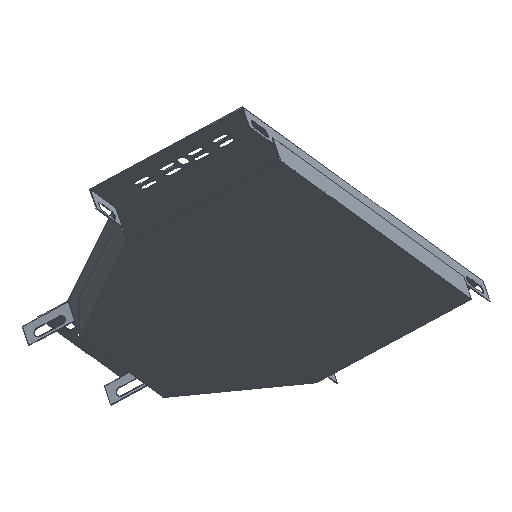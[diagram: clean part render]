
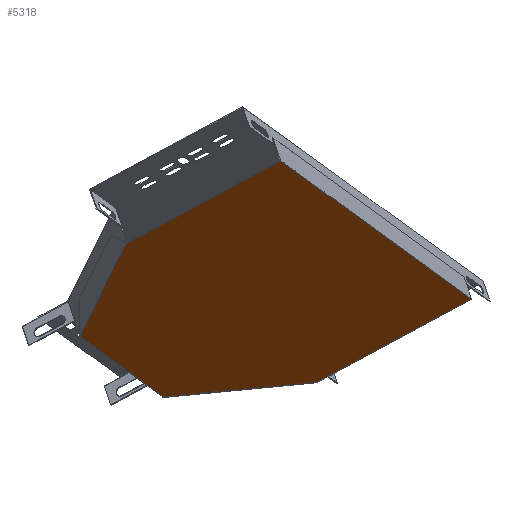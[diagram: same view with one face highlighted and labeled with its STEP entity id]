
A CAD part, front view. The second image highlights one B-rep face of the part: STEP entity #5318.
In plain terms, the highlighted planar face has unit normal (0.283, -0.485, -0.827).
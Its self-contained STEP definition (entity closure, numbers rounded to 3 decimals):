
#10 = CARTESIAN_POINT ( 'NONE',  ( 194.739, 291.768, 65.009 ) ) ;
#105 = EDGE_CURVE ( 'NONE', #5593, #4899, #4454, .T. ) ;
#204 = EDGE_CURVE ( 'NONE', #3337, #5122, #4223, .T. ) ;
#210 = DIRECTION ( 'NONE',  ( 0.919, 0.385, 0.088 ) ) ;
#257 = CARTESIAN_POINT ( 'NONE',  ( -93.364, 44.219, 111.763 ) ) ;
#405 = DIRECTION ( 'NONE',  ( -0.455, -0.827, 0.33 ) ) ;
#616 = EDGE_CURVE ( 'NONE', #5920, #5542, #3642, .T. ) ;
#657 = DIRECTION ( 'NONE',  ( 0.455, 0.827, -0.33 ) ) ;
#658 = EDGE_CURVE ( 'NONE', #2512, #5542, #3566, .T. ) ;
#668 = EDGE_CURVE ( 'NONE', #2512, #3656, #3536, .T. ) ;
#681 = EDGE_CURVE ( 'NONE', #3656, #5593, #3511, .T. ) ;
#712 = EDGE_CURVE ( 'NONE', #3337, #4899, #3503, .T. ) ;
#755 = CARTESIAN_POINT ( 'NONE',  ( 34.701, 0.633, 181.128 ) ) ;
#756 = EDGE_CURVE ( 'NONE', #6436, #5122, #3407, .T. ) ;
#800 = EDGE_CURVE ( 'NONE', #6583, #6436, #3356, .T. ) ;
#852 = CARTESIAN_POINT ( 'NONE',  ( 66.546, 335.12, -4.263 ) ) ;
#860 = EDGE_CURVE ( 'NONE', #6583, #5920, #3267, .T. ) ;
#866 = DIRECTION ( 'NONE',  ( 0.276, -0.785, 0.555 ) ) ;
#929 = CARTESIAN_POINT ( 'NONE',  ( -161.178, 239.163, -25.819 ) ) ;
#1045 = DIRECTION ( 'NONE',  ( 0.919, 0.385, 0.088 ) ) ;
#1049 = CARTESIAN_POINT ( 'NONE',  ( -63.214, 280.21, -16.41 ) ) ;
#1139 = ORIENTED_EDGE ( 'NONE', *, *, #668, .T. ) ;
#1158 = CARTESIAN_POINT ( 'NONE',  ( -64.64, 280.874, -17.286 ) ) ;
#1159 = DIRECTION ( 'NONE',  ( 0.276, -0.785, 0.555 ) ) ;
#1166 = CARTESIAN_POINT ( 'NONE',  ( -63.38, 280.681, -16.743 ) ) ;
#1320 = CARTESIAN_POINT ( 'NONE',  ( -92.813, 44.45, 111.816 ) ) ;
#1472 = CARTESIAN_POINT ( 'NONE',  ( -131.79, 155.461, 33.347 ) ) ;
#1494 = DIRECTION ( 'NONE',  ( 0.455, 0.827, -0.33 ) ) ;
#1734 = ORIENTED_EDGE ( 'NONE', *, *, #681, .T. ) ;
#1869 = EDGE_LOOP ( 'NONE', ( #5305, #6576, #1139, #1734, #2718, #2849, #2967, #4823, #5245, #5658 ) ) ;
#1928 = CARTESIAN_POINT ( 'NONE',  ( -131.79, 155.461, 33.347 ) ) ;
#2028 = PLANE ( 'NONE',  #6100 ) ;
#2512 = VERTEX_POINT ( 'NONE', #5021 ) ;
#2718 = ORIENTED_EDGE ( 'NONE', *, *, #105, .T. ) ;
#2849 = ORIENTED_EDGE ( 'NONE', *, *, #712, .F. ) ;
#2875 = CARTESIAN_POINT ( 'NONE',  ( -94.099, 43.911, 111.692 ) ) ;
#2967 = ORIENTED_EDGE ( 'NONE', *, *, #204, .T. ) ;
#3261 = VECTOR ( 'NONE', #5748, 1000. ) ;
#3267 = LINE ( 'NONE', #5762, #3261 ) ;
#3331 = VECTOR ( 'NONE', #6531, 1000. ) ;
#3337 = VERTEX_POINT ( 'NONE', #3518 ) ;
#3356 = LINE ( 'NONE', #6526, #3331 ) ;
#3389 = VECTOR ( 'NONE', #210, 1000. ) ;
#3407 = LINE ( 'NONE', #257, #3389 ) ;
#3469 = VECTOR ( 'NONE', #657, 1000. ) ;
#3503 = LINE ( 'NONE', #755, #3469 ) ;
#3511 = LINE ( 'NONE', #852, #3561 ) ;
#3518 = CARTESIAN_POINT ( 'NONE',  ( 35.216, 1.569, 180.755 ) ) ;
#3530 = VECTOR ( 'NONE', #1045, 1000. ) ;
#3536 = LINE ( 'NONE', #1158, #3530 ) ;
#3548 = VECTOR ( 'NONE', #1159, 1000. ) ;
#3561 = VECTOR ( 'NONE', #866, 1000. ) ;
#3566 = LINE ( 'NONE', #1166, #3548 ) ;
#3607 = DIRECTION ( 'NONE',  ( -0.283, 0.485, 0.827 ) ) ;
#3621 = VECTOR ( 'NONE', #1494, 1000. ) ;
#3642 = LINE ( 'NONE', #1472, #3621 ) ;
#3656 = VERTEX_POINT ( 'NONE', #5391 ) ;
#4097 = FACE_OUTER_BOUND ( 'NONE', #1869, .T. ) ;
#4221 = VECTOR ( 'NONE', #4975, 1000. ) ;
#4223 = LINE ( 'NONE', #5098, #4221 ) ;
#4384 = VECTOR ( 'NONE', #5729, 1000. ) ;
#4454 = LINE ( 'NONE', #5753, #4384 ) ;
#4823 = ORIENTED_EDGE ( 'NONE', *, *, #756, .F. ) ;
#4899 = VERTEX_POINT ( 'NONE', #10 ) ;
#4975 = DIRECTION ( 'NONE',  ( -0.845, 0.283, -0.455 ) ) ;
#5021 = CARTESIAN_POINT ( 'NONE',  ( -63.6, 281.309, -17.187 ) ) ;
#5086 = CARTESIAN_POINT ( 'NONE',  ( -133.076, 154.922, 33.223 ) ) ;
#5098 = CARTESIAN_POINT ( 'NONE',  ( 34.54, 1.795, 180.391 ) ) ;
#5122 = VERTEX_POINT ( 'NONE', #1320 ) ;
#5245 = ORIENTED_EDGE ( 'NONE', *, *, #800, .F. ) ;
#5305 = ORIENTED_EDGE ( 'NONE', *, *, #616, .T. ) ;
#5318 = ADVANCED_FACE ( 'NONE', ( #4097 ), #2028, .F. ) ;
#5391 = CARTESIAN_POINT ( 'NONE',  ( 66.325, 335.748, -4.707 ) ) ;
#5542 = VERTEX_POINT ( 'NONE', #1049 ) ;
#5593 = VERTEX_POINT ( 'NONE', #5790 ) ;
#5658 = ORIENTED_EDGE ( 'NONE', *, *, #860, .T. ) ;
#5729 = DIRECTION ( 'NONE',  ( 0.845, -0.283, 0.455 ) ) ;
#5748 = DIRECTION ( 'NONE',  ( 0.919, 0.385, 0.088 ) ) ;
#5753 = CARTESIAN_POINT ( 'NONE',  ( 66.711, 334.649, -3.93 ) ) ;
#5762 = CARTESIAN_POINT ( 'NONE',  ( -132.341, 155.23, 33.294 ) ) ;
#5790 = CARTESIAN_POINT ( 'NONE',  ( 66.711, 334.649, -3.93 ) ) ;
#5920 = VERTEX_POINT ( 'NONE', #1928 ) ;
#6100 = AXIS2_PLACEMENT_3D ( 'NONE', #929, #3607, #405 ) ;
#6436 = VERTEX_POINT ( 'NONE', #2875 ) ;
#6526 = CARTESIAN_POINT ( 'NONE',  ( -133.388, 155.81, 32.595 ) ) ;
#6531 = DIRECTION ( 'NONE',  ( 0.276, -0.785, 0.555 ) ) ;
#6576 = ORIENTED_EDGE ( 'NONE', *, *, #658, .F. ) ;
#6583 = VERTEX_POINT ( 'NONE', #5086 ) ;
